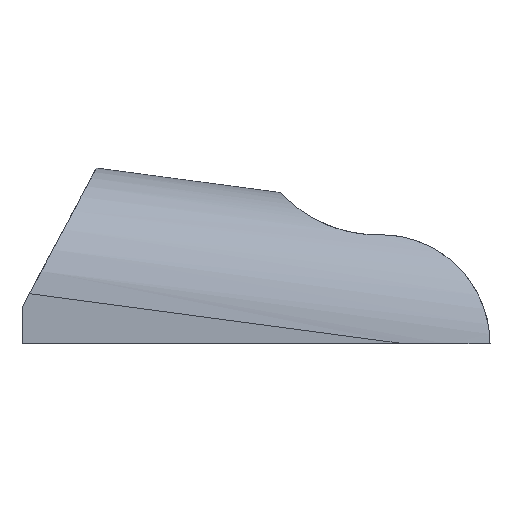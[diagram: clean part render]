
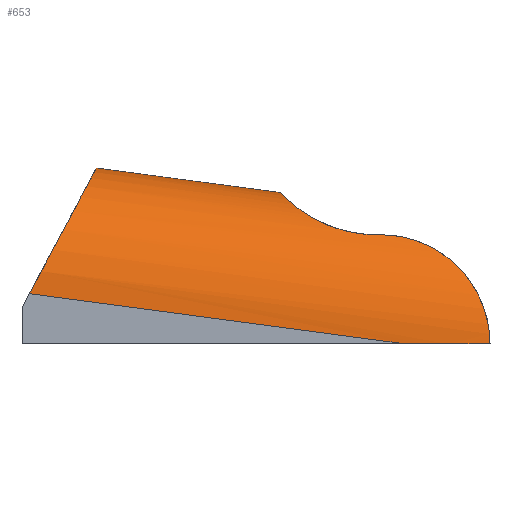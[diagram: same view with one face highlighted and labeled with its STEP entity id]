
A CAD part, left-side view. The second image highlights one B-rep face of the part: STEP entity #653.
In plain terms, the highlighted cylindrical face has radius 11 mm (diameter 22 mm), a partial arc.
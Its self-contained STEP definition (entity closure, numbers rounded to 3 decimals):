
#51=CARTESIAN_POINT('',(0.038,31.,0.));
#52=VERTEX_POINT('',#51);
#59=CARTESIAN_POINT('',(0.,37.925,0.));
#60=VERTEX_POINT('',#59);
#61=CARTESIAN_POINT('',(11.,37.925,0.));
#62=DIRECTION('',(-0.,-0.,-1.));
#63=DIRECTION('',(0.,-1.,0.));
#64=AXIS2_PLACEMENT_3D('',#61,#62,#63);
#65=ELLIPSE('',#64,83.068,11.);
#66=EDGE_CURVE('',#52,#60,#65,.T.);
#91=CARTESIAN_POINT('',(0.,68.98,4.149));
#92=VERTEX_POINT('',#91);
#93=CARTESIAN_POINT('',(0.,37.925,0.));
#94=DIRECTION('',(-0.,0.991,0.132));
#95=VECTOR('',#94,31.331);
#96=LINE('',#93,#95);
#97=EDGE_CURVE('',#60,#92,#96,.T.);
#188=CARTESIAN_POINT('',(11.,63.457,14.509));
#189=VERTEX_POINT('',#188);
#196=CARTESIAN_POINT('',(11.,48.285,12.482));
#197=VERTEX_POINT('',#196);
#198=CARTESIAN_POINT('',(11.,63.457,14.509));
#199=DIRECTION('',(0.,-0.991,-0.132));
#200=VECTOR('',#199,15.307);
#201=LINE('',#198,#200);
#202=EDGE_CURVE('',#189,#197,#201,.T.);
#336=CARTESIAN_POINT('',(4.157,40.255,9.));
#337=VERTEX_POINT('',#336);
#344=CARTESIAN_POINT('',(4.199,40.,9.));
#345=VERTEX_POINT('',#344);
#346=CARTESIAN_POINT('',(11.,105.291,9.));
#347=DIRECTION('',(0.,0.,1.));
#348=DIRECTION('',(0.,-1.,0.));
#349=AXIS2_PLACEMENT_3D('',#346,#347,#348);
#350=ELLIPSE('',#349,83.068,11.);
#351=EDGE_CURVE('',#337,#345,#350,.T.);
#394=CARTESIAN_POINT('',(4.199,40.,9.));
#395=CARTESIAN_POINT('',(4.304,39.379,9.));
#396=CARTESIAN_POINT('',(4.329,38.765,8.936));
#397=CARTESIAN_POINT('',(4.27,38.156,8.809));
#398=CARTESIAN_POINT('',(4.255,38.004,8.777));
#399=CARTESIAN_POINT('',(4.235,37.852,8.741));
#400=CARTESIAN_POINT('',(4.21,37.702,8.702));
#401=CARTESIAN_POINT('',(4.186,37.553,8.662));
#402=CARTESIAN_POINT('',(4.157,37.406,8.619));
#403=CARTESIAN_POINT('',(4.123,37.261,8.573));
#404=CARTESIAN_POINT('',(4.057,36.971,8.481));
#405=CARTESIAN_POINT('',(3.974,36.691,8.375));
#406=CARTESIAN_POINT('',(3.879,36.419,8.257));
#407=CARTESIAN_POINT('',(3.783,36.147,8.139));
#408=CARTESIAN_POINT('',(3.675,35.882,8.008));
#409=CARTESIAN_POINT('',(3.56,35.629,7.867));
#410=CARTESIAN_POINT('',(3.444,35.375,7.726));
#411=CARTESIAN_POINT('',(3.322,35.133,7.576));
#412=CARTESIAN_POINT('',(3.195,34.9,7.416));
#413=CARTESIAN_POINT('',(2.941,34.435,7.096));
#414=CARTESIAN_POINT('',(2.67,34.007,6.738));
#415=CARTESIAN_POINT('',(2.397,33.611,6.339));
#416=CARTESIAN_POINT('',(2.26,33.413,6.14));
#417=CARTESIAN_POINT('',(2.124,33.225,5.931));
#418=CARTESIAN_POINT('',(1.99,33.047,5.714));
#419=CARTESIAN_POINT('',(1.856,32.869,5.498));
#420=CARTESIAN_POINT('',(1.725,32.701,5.274));
#421=CARTESIAN_POINT('',(1.597,32.544,5.04));
#422=CARTESIAN_POINT('',(1.47,32.386,4.807));
#423=CARTESIAN_POINT('',(1.345,32.239,4.565));
#424=CARTESIAN_POINT('',(1.226,32.101,4.314));
#425=CARTESIAN_POINT('',(1.107,31.964,4.063));
#426=CARTESIAN_POINT('',(0.992,31.837,3.801));
#427=CARTESIAN_POINT('',(0.884,31.721,3.53));
#428=CARTESIAN_POINT('',(0.668,31.491,2.99));
#429=CARTESIAN_POINT('',(0.484,31.312,2.425));
#430=CARTESIAN_POINT('',(0.339,31.189,1.834));
#431=CARTESIAN_POINT('',(0.303,31.158,1.686));
#432=CARTESIAN_POINT('',(0.269,31.131,1.536));
#433=CARTESIAN_POINT('',(0.238,31.107,1.385));
#434=CARTESIAN_POINT('',(0.207,31.084,1.233));
#435=CARTESIAN_POINT('',(0.178,31.064,1.079));
#436=CARTESIAN_POINT('',(0.153,31.048,0.926));
#437=CARTESIAN_POINT('',(0.102,31.016,0.619));
#438=CARTESIAN_POINT('',(0.064,31.,0.31));
#439=CARTESIAN_POINT('',(0.038,31.,-0.));
#440=B_SPLINE_CURVE_WITH_KNOTS('',3,(#394,#395,#396,#397,#398,#399,#400,#401,#402,#403,#404,#405,#406,#407,#408,#409,#410,#411,#412,#413,#414,#415,#416,#417,#418,#419,
#420,#421,#422,#423,#424,#425,#426,#427,#428,#429,#430,#431,#432,#433,#434,#435,#436,#437,#438,#439),.UNSPECIFIED.,.F.,.F.,(4,3,3,3,3,3,3,3,3,3,3,3,3,3,3,4),(0.,0.002,0.002,0.003,0.004,0.005,0.006,0.007,0.008,0.009,0.01,0.011,0.013,0.013,0.014,0.015),.UNSPECIFIED.);
#441=EDGE_CURVE('',#345,#52,#440,.T.);
#505=CARTESIAN_POINT('',(11.,48.285,12.482));
#506=CARTESIAN_POINT('',(10.457,48.285,12.482));
#507=CARTESIAN_POINT('',(9.924,48.243,12.436));
#508=CARTESIAN_POINT('',(9.401,48.156,12.347));
#509=CARTESIAN_POINT('',(9.14,48.113,12.302));
#510=CARTESIAN_POINT('',(8.88,48.059,12.247));
#511=CARTESIAN_POINT('',(8.626,47.993,12.181));
#512=CARTESIAN_POINT('',(8.372,47.926,12.116));
#513=CARTESIAN_POINT('',(8.125,47.849,12.041));
#514=CARTESIAN_POINT('',(7.887,47.76,11.958));
#515=CARTESIAN_POINT('',(7.648,47.671,11.875));
#516=CARTESIAN_POINT('',(7.417,47.571,11.784));
#517=CARTESIAN_POINT('',(7.194,47.458,11.686));
#518=CARTESIAN_POINT('',(6.971,47.344,11.588));
#519=CARTESIAN_POINT('',(6.754,47.217,11.482));
#520=CARTESIAN_POINT('',(6.55,47.078,11.372));
#521=CARTESIAN_POINT('',(6.142,46.801,11.153));
#522=CARTESIAN_POINT('',(5.783,46.479,10.92));
#523=CARTESIAN_POINT('',(5.469,46.108,10.686));
#524=CARTESIAN_POINT('',(5.313,45.922,10.569));
#525=CARTESIAN_POINT('',(5.167,45.723,10.452));
#526=CARTESIAN_POINT('',(5.037,45.516,10.34));
#527=CARTESIAN_POINT('',(4.906,45.309,10.227));
#528=CARTESIAN_POINT('',(4.789,45.094,10.118));
#529=CARTESIAN_POINT('',(4.685,44.869,10.015));
#530=CARTESIAN_POINT('',(4.581,44.645,9.911));
#531=CARTESIAN_POINT('',(4.489,44.412,9.812));
#532=CARTESIAN_POINT('',(4.41,44.17,9.72));
#533=CARTESIAN_POINT('',(4.331,43.928,9.628));
#534=CARTESIAN_POINT('',(4.265,43.679,9.543));
#535=CARTESIAN_POINT('',(4.211,43.427,9.467));
#536=CARTESIAN_POINT('',(4.158,43.175,9.391));
#537=CARTESIAN_POINT('',(4.117,42.919,9.324));
#538=CARTESIAN_POINT('',(4.088,42.658,9.266));
#539=CARTESIAN_POINT('',(4.059,42.398,9.207));
#540=CARTESIAN_POINT('',(4.042,42.132,9.158));
#541=CARTESIAN_POINT('',(4.038,41.864,9.118));
#542=CARTESIAN_POINT('',(4.029,41.327,9.039));
#543=CARTESIAN_POINT('',(4.067,40.791,9.));
#544=CARTESIAN_POINT('',(4.157,40.255,9.));
#545=B_SPLINE_CURVE_WITH_KNOTS('',3,(#505,#506,#507,#508,#509,#510,#511,#512,#513,#514,#515,#516,#517,#518,#519,#520,#521,#522,#523,#524,#525,#526,#527,#528,#529,#530,
#531,#532,#533,#534,#535,#536,#537,#538,#539,#540,#541,#542,#543,#544),.UNSPECIFIED.,.F.,.F.,(4,3,3,3,3,3,3,3,3,3,3,3,3,4),(0.,0.002,0.002,0.003,0.004,0.005,0.006,0.007,0.008,0.009,0.01,0.01,0.011,0.013),.UNSPECIFIED.);
#546=EDGE_CURVE('',#197,#337,#545,.T.);
#604=CARTESIAN_POINT('',(11.,68.98,4.149));
#605=DIRECTION('',(0.,0.882,0.47));
#606=DIRECTION('',(0.,-0.47,0.882));
#607=AXIS2_PLACEMENT_3D('',#604,#605,#606);
#608=ELLIPSE('',#607,11.74,11.);
#609=EDGE_CURVE('',#92,#189,#608,.T.);
#639=CARTESIAN_POINT('',(11.,57.111,2.563));
#640=DIRECTION('',(0.,-0.991,-0.132));
#641=DIRECTION('',(0.,0.132,-0.991));
#642=AXIS2_PLACEMENT_3D('',#639,#640,#641);
#643=CYLINDRICAL_SURFACE('',#642,11.);
#644=ORIENTED_EDGE('',*,*,#66,.F.);
#645=ORIENTED_EDGE('',*,*,#441,.F.);
#646=ORIENTED_EDGE('',*,*,#351,.F.);
#647=ORIENTED_EDGE('',*,*,#546,.F.);
#648=ORIENTED_EDGE('',*,*,#202,.F.);
#649=ORIENTED_EDGE('',*,*,#609,.F.);
#650=ORIENTED_EDGE('',*,*,#97,.F.);
#651=EDGE_LOOP('',(#644,#645,#646,#647,#648,#649,#650));
#652=FACE_BOUND('',#651,.T.);
#653=ADVANCED_FACE('',(#652),#643,.T.);
